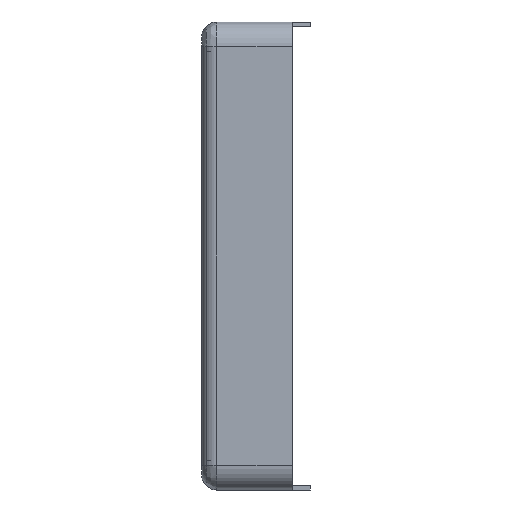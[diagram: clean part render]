
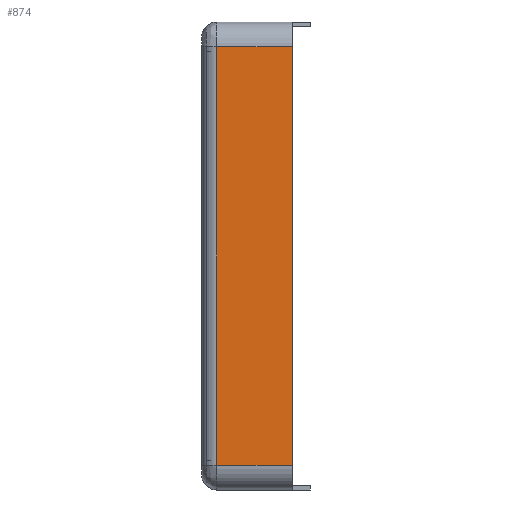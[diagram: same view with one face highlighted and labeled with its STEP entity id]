
A CAD part, left-side view. The second image highlights one B-rep face of the part: STEP entity #874.
In plain terms, the highlighted planar face has unit normal (-1, 0, 0).
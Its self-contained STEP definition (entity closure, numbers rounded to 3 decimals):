
#114=FACE_OUTER_BOUND('',#164,.T.);
#164=EDGE_LOOP('',(#797,#798,#799,#800));
#176=LINE('',#1233,#268);
#234=LINE('',#1406,#326);
#238=LINE('',#1440,#330);
#256=LINE('',#1486,#348);
#268=VECTOR('',#986,10.);
#326=VECTOR('',#1124,10.);
#330=VECTOR('',#1144,10.);
#348=VECTOR('',#1202,10.);
#358=VERTEX_POINT('',#1230);
#359=VERTEX_POINT('',#1232);
#413=VERTEX_POINT('',#1396);
#415=VERTEX_POINT('',#1402);
#441=EDGE_CURVE('',#359,#358,#176,.T.);
#520=EDGE_CURVE('',#413,#415,#234,.T.);
#530=EDGE_CURVE('',#359,#413,#238,.T.);
#552=EDGE_CURVE('',#358,#415,#256,.T.);
#797=ORIENTED_EDGE('',*,*,#520,.F.);
#798=ORIENTED_EDGE('',*,*,#530,.F.);
#799=ORIENTED_EDGE('',*,*,#441,.T.);
#800=ORIENTED_EDGE('',*,*,#552,.T.);
#828=PLANE('',#962);
#874=ADVANCED_FACE('',(#114),#828,.T.);
#962=AXIS2_PLACEMENT_3D('',#1487,#1203,#1204);
#986=DIRECTION('',(0.,0.,1.));
#1124=DIRECTION('',(0.,0.,1.));
#1144=DIRECTION('',(0.,1.,0.));
#1202=DIRECTION('',(0.,1.,0.));
#1203=DIRECTION('center_axis',(-1.,0.,0.));
#1204=DIRECTION('ref_axis',(0.,0.,1.));
#1230=CARTESIAN_POINT('',(-28.5,0.,13.85));
#1232=CARTESIAN_POINT('',(-28.5,0.,-13.85));
#1233=CARTESIAN_POINT('',(-28.5,0.,-13.85));
#1396=CARTESIAN_POINT('',(-28.5,5.,-13.85));
#1402=CARTESIAN_POINT('',(-28.5,5.,13.85));
#1406=CARTESIAN_POINT('',(-28.5,5.,-6.925));
#1440=CARTESIAN_POINT('',(-28.5,0.,-13.85));
#1486=CARTESIAN_POINT('',(-28.5,0.,13.85));
#1487=CARTESIAN_POINT('Origin',(-28.5,0.,-13.85));
